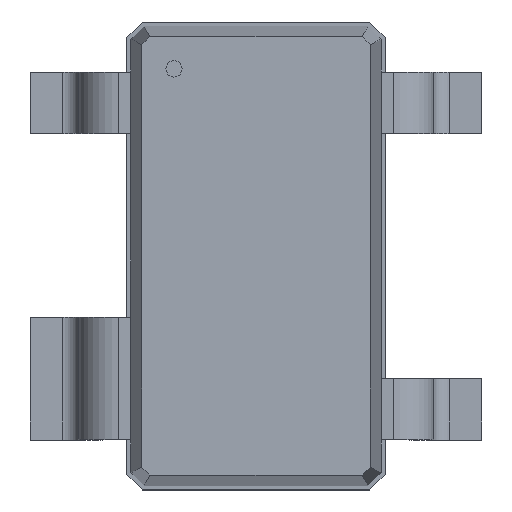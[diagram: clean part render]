
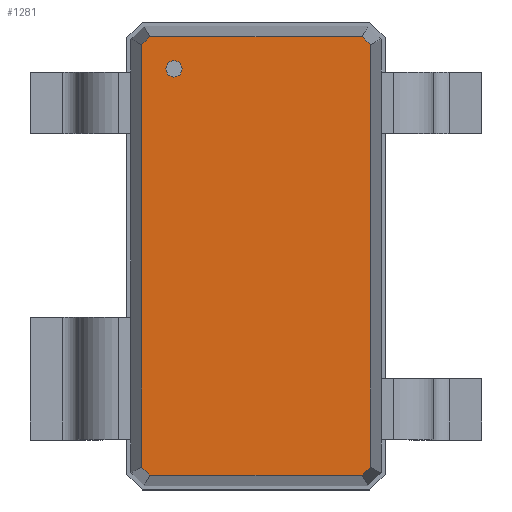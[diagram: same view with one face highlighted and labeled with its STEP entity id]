
A CAD part, top view. The second image highlights one B-rep face of the part: STEP entity #1281.
In plain terms, the highlighted planar face has unit normal (0, 0, 1).
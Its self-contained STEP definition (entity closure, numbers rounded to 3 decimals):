
#13=DIRECTION('',(0.,0.,1.));
#27=VECTOR('',#28,1.);
#28=DIRECTION('',(1.,0.,0.));
#51=VECTOR('',#52,1.);
#52=DIRECTION('',(0.707,-0.707,0.));
#58=VECTOR('',#59,1.);
#59=DIRECTION('',(0.,-1.,0.));
#65=VECTOR('',#66,1.);
#66=DIRECTION('',(-0.707,-0.707,0.));
#72=VECTOR('',#73,1.);
#73=DIRECTION('',(-1.,0.,0.));
#79=VECTOR('',#80,1.);
#80=DIRECTION('',(-0.707,0.707,0.));
#86=VECTOR('',#87,1.);
#87=DIRECTION('',(0.,1.,0.));
#91=VECTOR('',#92,1.);
#92=DIRECTION('',(0.707,0.707,0.));
#592=VERTEX_POINT('',#593);
#593=CARTESIAN_POINT('',(-0.708,1.309,1.2));
#595=ORIENTED_EDGE('',*,*,#596,.F.);
#596=EDGE_CURVE('',#597,#592,#599,.T.);
#597=VERTEX_POINT('',#598);
#598=CARTESIAN_POINT('',(-0.708,-1.309,1.2));
#599=LINE('',#598,#86);
#610=VERTEX_POINT('',#611);
#611=CARTESIAN_POINT('',(-0.659,1.358,1.2));
#613=ORIENTED_EDGE('',*,*,#614,.F.);
#614=EDGE_CURVE('',#592,#610,#615,.T.);
#615=LINE('',#593,#91);
#624=VERTEX_POINT('',#625);
#625=CARTESIAN_POINT('',(0.659,1.358,1.2));
#627=ORIENTED_EDGE('',*,*,#628,.F.);
#628=EDGE_CURVE('',#610,#624,#629,.T.);
#629=LINE('',#611,#27);
#638=VERTEX_POINT('',#639);
#639=CARTESIAN_POINT('',(0.708,1.309,1.2));
#641=ORIENTED_EDGE('',*,*,#642,.F.);
#642=EDGE_CURVE('',#624,#638,#643,.T.);
#643=LINE('',#625,#51);
#668=VERTEX_POINT('',#669);
#669=CARTESIAN_POINT('',(0.708,-1.309,1.2));
#671=ORIENTED_EDGE('',*,*,#672,.F.);
#672=EDGE_CURVE('',#638,#668,#673,.T.);
#673=LINE('',#639,#58);
#1281=ADVANCED_FACE('',(#1282,#1297),#1307,.T.);
#1282=FACE_BOUND('',#1283,.T.);
#1283=EDGE_LOOP('',(#627,#613,#595,#1284,#1289,#1294,#671,#641));
#1284=ORIENTED_EDGE('',*,*,#1285,.F.);
#1285=EDGE_CURVE('',#1286,#597,#1288,.T.);
#1286=VERTEX_POINT('',#1287);
#1287=CARTESIAN_POINT('',(-0.659,-1.358,1.2));
#1288=LINE('',#1287,#79);
#1289=ORIENTED_EDGE('',*,*,#1290,.F.);
#1290=EDGE_CURVE('',#1291,#1286,#1293,.T.);
#1291=VERTEX_POINT('',#1292);
#1292=CARTESIAN_POINT('',(0.659,-1.358,1.2));
#1293=LINE('',#1292,#72);
#1294=ORIENTED_EDGE('',*,*,#1295,.F.);
#1295=EDGE_CURVE('',#668,#1291,#1296,.T.);
#1296=LINE('',#669,#65);
#1297=FACE_BOUND('',#1298,.T.);
#1298=EDGE_LOOP('',(#1299));
#1299=ORIENTED_EDGE('',*,*,#1300,.T.);
#1300=EDGE_CURVE('',#1301,#1301,#1303,.T.);
#1301=VERTEX_POINT('',#1302);
#1302=CARTESIAN_POINT('',(-0.508,1.108,1.2));
#1303=CIRCLE('',#1304,0.05);
#1304=AXIS2_PLACEMENT_3D('',#1305,#1306,#59);
#1305=CARTESIAN_POINT('',(-0.508,1.158,1.2));
#1306=DIRECTION('',(0.,-0.,-1.));
#1307=PLANE('',#1308);
#1308=AXIS2_PLACEMENT_3D('',#611,#13,#1309);
#1309=DIRECTION('',(0.437,-0.9,0.));
